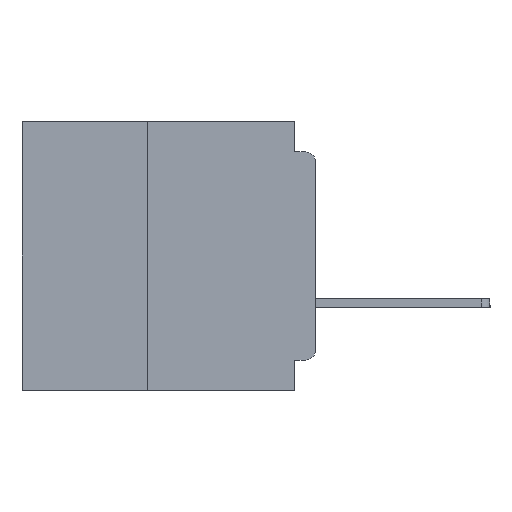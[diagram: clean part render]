
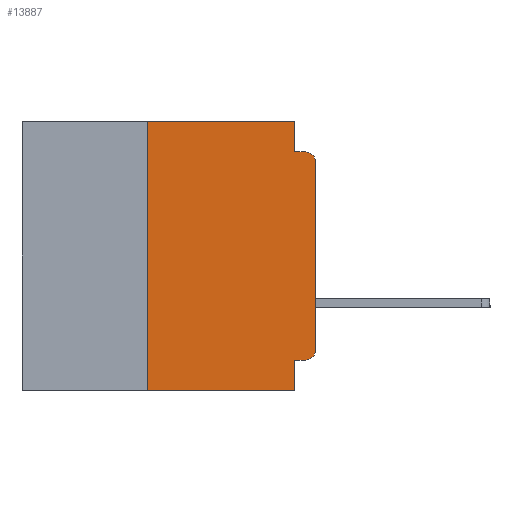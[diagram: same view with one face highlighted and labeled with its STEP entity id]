
A CAD part, left-side view. The second image highlights one B-rep face of the part: STEP entity #13887.
In plain terms, the highlighted planar face has unit normal (-1, 0, 0).
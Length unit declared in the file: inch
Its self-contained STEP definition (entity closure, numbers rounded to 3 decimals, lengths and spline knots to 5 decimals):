
#1475 = CARTESIAN_POINT ( 'NONE',  ( 0., 0., -0.045 ) ) ;
#1557 = EDGE_CURVE ( 'NONE', #27721, #15890, #19394, .T. ) ;
#1608 = DIRECTION ( 'NONE',  ( 0., -1., 0. ) ) ;
#2277 = DIRECTION ( 'NONE',  ( 0., 0., -1. ) ) ;
#3885 = VERTEX_POINT ( 'NONE', #26670 ) ;
#4457 = VERTEX_POINT ( 'NONE', #15070 ) ;
#5195 = EDGE_CURVE ( 'NONE', #6527, #37624, #36691, .T. ) ;
#5278 = VECTOR ( 'NONE', #19102, 39.37008 ) ;
#5460 = CARTESIAN_POINT ( 'NONE',  ( 0., 0.25, 0. ) ) ;
#5562 = CARTESIAN_POINT ( 'NONE',  ( 0., 0.015, -0.06 ) ) ;
#6323 = ORIENTED_EDGE ( 'NONE', *, *, #27513, .T. ) ;
#6348 = DIRECTION ( 'NONE',  ( 0., 0., 1. ) ) ;
#6361 = CARTESIAN_POINT ( 'NONE',  ( 0., 0.437, -0.4 ) ) ;
#6527 = VERTEX_POINT ( 'NONE', #21211 ) ;
#6630 = CARTESIAN_POINT ( 'NONE',  ( 0., 0., -0.355 ) ) ;
#7226 = VECTOR ( 'NONE', #35614, 39.37008 ) ;
#8513 = DIRECTION ( 'NONE',  ( 0., 0., -1. ) ) ;
#8762 = LINE ( 'NONE', #10344, #31405 ) ;
#9200 = VECTOR ( 'NONE', #21528, 39.37008 ) ;
#10344 = CARTESIAN_POINT ( 'NONE',  ( 0., 0.031, -0.4 ) ) ;
#10973 = CIRCLE ( 'NONE', #31797, 0.015 ) ;
#11364 = EDGE_LOOP ( 'NONE', ( #6323, #14241, #24274, #36883, #31398, #17661, #19607, #25692, #20446, #16175 ) ) ;
#11753 = AXIS2_PLACEMENT_3D ( 'NONE', #5562, #26245, #8513 ) ;
#11766 = LINE ( 'NONE', #32802, #34396 ) ;
#12339 = VECTOR ( 'NONE', #24329, 39.37008 ) ;
#13295 = DIRECTION ( 'NONE',  ( 0., 0., -1. ) ) ;
#13655 = CARTESIAN_POINT ( 'NONE',  ( 0., 0.031, 0. ) ) ;
#13887 = ADVANCED_FACE ( 'NONE', ( #28138 ), #22972, .F. ) ;
#14018 = CARTESIAN_POINT ( 'NONE',  ( 0., 0.437, 0. ) ) ;
#14136 = DIRECTION ( 'NONE',  ( 0., 0., -1. ) ) ;
#14241 = ORIENTED_EDGE ( 'NONE', *, *, #38139, .T. ) ;
#14953 = CARTESIAN_POINT ( 'NONE',  ( 0., 0.25, -0.4 ) ) ;
#15070 = CARTESIAN_POINT ( 'NONE',  ( 0., 0.031, -0.4 ) ) ;
#15206 = DIRECTION ( 'NONE',  ( 0., -1., 0. ) ) ;
#15890 = VERTEX_POINT ( 'NONE', #36035 ) ;
#16175 = ORIENTED_EDGE ( 'NONE', *, *, #20826, .T. ) ;
#17149 = EDGE_CURVE ( 'NONE', #37624, #28895, #35698, .T. ) ;
#17661 = ORIENTED_EDGE ( 'NONE', *, *, #5195, .F. ) ;
#18506 = CARTESIAN_POINT ( 'NONE',  ( 0., 0.031, 0. ) ) ;
#19102 = DIRECTION ( 'NONE',  ( 0., -1., 0. ) ) ;
#19216 = LINE ( 'NONE', #6630, #12339 ) ;
#19394 = LINE ( 'NONE', #1475, #27366 ) ;
#19607 = ORIENTED_EDGE ( 'NONE', *, *, #25600, .T. ) ;
#19878 = DIRECTION ( 'NONE',  ( -1., 0., 0. ) ) ;
#20001 = EDGE_CURVE ( 'NONE', #28895, #27721, #33678, .T. ) ;
#20343 = CIRCLE ( 'NONE', #11753, 0.015 ) ;
#20446 = ORIENTED_EDGE ( 'NONE', *, *, #33955, .F. ) ;
#20826 = EDGE_CURVE ( 'NONE', #3885, #32535, #10973, .T. ) ;
#21211 = CARTESIAN_POINT ( 'NONE',  ( 0., 0.25, -0.4 ) ) ;
#21528 = DIRECTION ( 'NONE',  ( 0., 0., -1. ) ) ;
#22972 = PLANE ( 'NONE',  #37453 ) ;
#23419 = VERTEX_POINT ( 'NONE', #31764 ) ;
#24274 = ORIENTED_EDGE ( 'NONE', *, *, #1557, .F. ) ;
#24329 = DIRECTION ( 'NONE',  ( 0., 1., 0. ) ) ;
#25600 = EDGE_CURVE ( 'NONE', #6527, #4457, #29057, .T. ) ;
#25692 = ORIENTED_EDGE ( 'NONE', *, *, #32075, .F. ) ;
#26245 = DIRECTION ( 'NONE',  ( -1., 0., 0. ) ) ;
#26670 = CARTESIAN_POINT ( 'NONE',  ( 0., 0.015, -0.355 ) ) ;
#27366 = VECTOR ( 'NONE', #1608, 39.37008 ) ;
#27513 = EDGE_CURVE ( 'NONE', #32535, #33792, #11766, .T. ) ;
#27636 = CARTESIAN_POINT ( 'NONE',  ( 0., 0., -0.34 ) ) ;
#27721 = VERTEX_POINT ( 'NONE', #36690 ) ;
#28104 = CARTESIAN_POINT ( 'NONE',  ( 0., 0.437, 0. ) ) ;
#28133 = VECTOR ( 'NONE', #15206, 39.37008 ) ;
#28138 = FACE_OUTER_BOUND ( 'NONE', #11364, .T. ) ;
#28895 = VERTEX_POINT ( 'NONE', #13655 ) ;
#29057 = LINE ( 'NONE', #6361, #28133 ) ;
#31398 = ORIENTED_EDGE ( 'NONE', *, *, #17149, .F. ) ;
#31405 = VECTOR ( 'NONE', #13295, 39.37008 ) ;
#31764 = CARTESIAN_POINT ( 'NONE',  ( 0., 0.031, -0.355 ) ) ;
#31797 = AXIS2_PLACEMENT_3D ( 'NONE', #37528, #19878, #2277 ) ;
#31886 = DIRECTION ( 'NONE',  ( 1., 0., 0. ) ) ;
#32075 = EDGE_CURVE ( 'NONE', #23419, #4457, #8762, .T. ) ;
#32535 = VERTEX_POINT ( 'NONE', #27636 ) ;
#32802 = CARTESIAN_POINT ( 'NONE',  ( 0., 0., 0. ) ) ;
#33678 = LINE ( 'NONE', #18506, #9200 ) ;
#33792 = VERTEX_POINT ( 'NONE', #35248 ) ;
#33955 = EDGE_CURVE ( 'NONE', #3885, #23419, #19216, .T. ) ;
#34396 = VECTOR ( 'NONE', #6348, 39.37008 ) ;
#35248 = CARTESIAN_POINT ( 'NONE',  ( 0., 0., -0.06 ) ) ;
#35614 = DIRECTION ( 'NONE',  ( 0., 0., 1. ) ) ;
#35698 = LINE ( 'NONE', #28104, #5278 ) ;
#36035 = CARTESIAN_POINT ( 'NONE',  ( 0., 0.015, -0.045 ) ) ;
#36690 = CARTESIAN_POINT ( 'NONE',  ( 0., 0.031, -0.045 ) ) ;
#36691 = LINE ( 'NONE', #14953, #7226 ) ;
#36883 = ORIENTED_EDGE ( 'NONE', *, *, #20001, .F. ) ;
#37453 = AXIS2_PLACEMENT_3D ( 'NONE', #14018, #31886, #14136 ) ;
#37528 = CARTESIAN_POINT ( 'NONE',  ( 0., 0.015, -0.34 ) ) ;
#37624 = VERTEX_POINT ( 'NONE', #5460 ) ;
#38139 = EDGE_CURVE ( 'NONE', #33792, #15890, #20343, .T. ) ;
